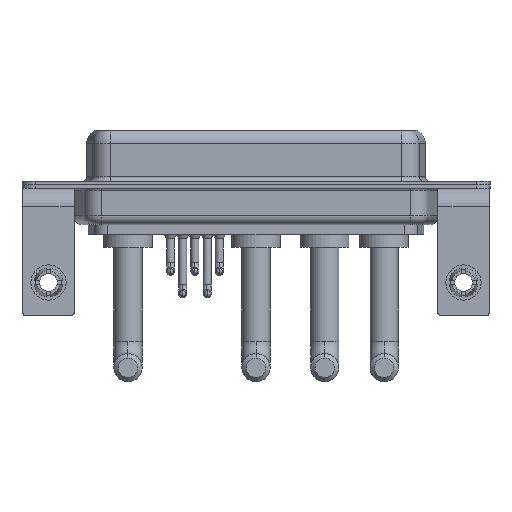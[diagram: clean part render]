
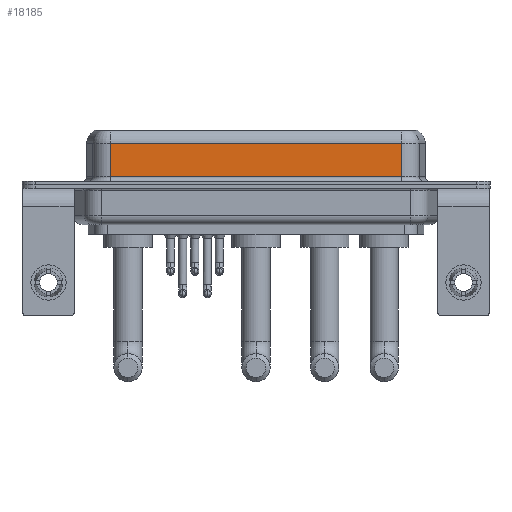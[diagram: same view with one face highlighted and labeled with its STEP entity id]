
A CAD part, front view. The second image highlights one B-rep face of the part: STEP entity #18185.
In plain terms, the highlighted planar face has unit normal (0, -1, 0).
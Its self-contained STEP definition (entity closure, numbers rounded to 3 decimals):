
#80 = LINE ( 'NONE', #8926, #18010 ) ;
#279 = ORIENTED_EDGE ( 'NONE', *, *, #12048, .F. ) ;
#349 = ORIENTED_EDGE ( 'NONE', *, *, #13892, .T. ) ;
#1472 = DIRECTION ( 'NONE',  ( 0., 0., -1. ) ) ;
#2855 = DIRECTION ( 'NONE',  ( 0., 0., -1. ) ) ;
#3063 = ORIENTED_EDGE ( 'NONE', *, *, #6131, .T. ) ;
#3470 = CARTESIAN_POINT ( 'NONE',  ( 40.037, -3.95, 0.9 ) ) ;
#4218 = VECTOR ( 'NONE', #13739, 1000. ) ;
#5187 = EDGE_CURVE ( 'NONE', #8034, #13137, #19512, .T. ) ;
#5373 = PLANE ( 'NONE',  #16049 ) ;
#6110 = LINE ( 'NONE', #12143, #4218 ) ;
#6131 = EDGE_CURVE ( 'NONE', #12407, #8034, #80, .T. ) ;
#7107 = VECTOR ( 'NONE', #7297, 1000. ) ;
#7297 = DIRECTION ( 'NONE',  ( 1., 0., 0. ) ) ;
#7609 = CARTESIAN_POINT ( 'NONE',  ( 40.037, -3.95, 6.4 ) ) ;
#7944 = DIRECTION ( 'NONE',  ( 0., 0., 1. ) ) ;
#8034 = VERTEX_POINT ( 'NONE', #12770 ) ;
#8926 = CARTESIAN_POINT ( 'NONE',  ( 7.013, -3.95, 6.4 ) ) ;
#11020 = DIRECTION ( 'NONE',  ( 0., 1., 0. ) ) ;
#11418 = FACE_OUTER_BOUND ( 'NONE', #18189, .T. ) ;
#11943 = CARTESIAN_POINT ( 'NONE',  ( 40.037, -3.95, 0.9 ) ) ;
#12048 = EDGE_CURVE ( 'NONE', #18445, #13137, #17952, .T. ) ;
#12143 = CARTESIAN_POINT ( 'NONE',  ( 40.037, -3.95, 4.65 ) ) ;
#12407 = VERTEX_POINT ( 'NONE', #19037 ) ;
#12770 = CARTESIAN_POINT ( 'NONE',  ( 7.013, -3.95, 0.9 ) ) ;
#13137 = VERTEX_POINT ( 'NONE', #3470 ) ;
#13739 = DIRECTION ( 'NONE',  ( -1., 0., 0. ) ) ;
#13892 = EDGE_CURVE ( 'NONE', #18445, #12407, #6110, .T. ) ;
#14191 = CARTESIAN_POINT ( 'NONE',  ( 40.037, -3.95, 6.4 ) ) ;
#15270 = CARTESIAN_POINT ( 'NONE',  ( 40.037, -3.95, 4.65 ) ) ;
#15617 = VECTOR ( 'NONE', #2855, 1000. ) ;
#16049 = AXIS2_PLACEMENT_3D ( 'NONE', #14191, #11020, #7944 ) ;
#17504 = ORIENTED_EDGE ( 'NONE', *, *, #5187, .T. ) ;
#17952 = LINE ( 'NONE', #7609, #15617 ) ;
#18010 = VECTOR ( 'NONE', #1472, 1000. ) ;
#18185 = ADVANCED_FACE ( 'NONE', ( #11418 ), #5373, .F. ) ;
#18189 = EDGE_LOOP ( 'NONE', ( #279, #349, #3063, #17504 ) ) ;
#18445 = VERTEX_POINT ( 'NONE', #15270 ) ;
#19037 = CARTESIAN_POINT ( 'NONE',  ( 7.013, -3.95, 4.65 ) ) ;
#19512 = LINE ( 'NONE', #11943, #7107 ) ;
